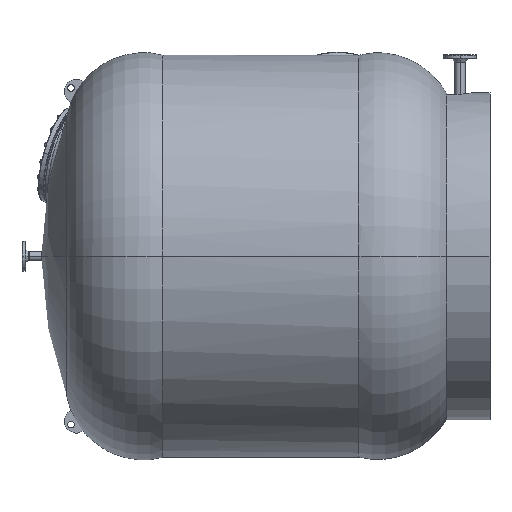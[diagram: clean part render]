
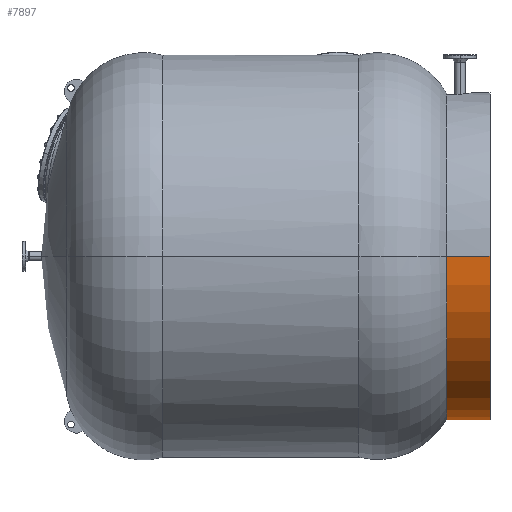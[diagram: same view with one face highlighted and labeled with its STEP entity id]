
A CAD part, left-side view. The second image highlights one B-rep face of the part: STEP entity #7897.
In plain terms, the highlighted cylindrical face has radius 820 mm (diameter 1640 mm), a partial arc.
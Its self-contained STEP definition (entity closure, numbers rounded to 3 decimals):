
#1699 = CARTESIAN_POINT ( 'NONE',  ( 30., 1.8, -850. ) ) ;
#5595 = VECTOR ( 'NONE', #57426, 1000. ) ;
#6236 = EDGE_CURVE ( 'NONE', #69063, #100911, #11837, .T. ) ;
#6331 = EDGE_CURVE ( 'NONE', #40268, #80700, #22327, .T. ) ;
#7897 = ADVANCED_FACE ( 'NONE', ( #108913 ), #73904, .T. ) ;
#8309 = CARTESIAN_POINT ( 'NONE',  ( 850., 0., -850. ) ) ;
#11837 = LINE ( 'NONE', #28206, #80139 ) ;
#15794 = ORIENTED_EDGE ( 'NONE', *, *, #27199, .F. ) ;
#16139 = DIRECTION ( 'NONE',  ( 0., 1., 0. ) ) ;
#17907 = CARTESIAN_POINT ( 'NONE',  ( 850., 1.8, -850. ) ) ;
#21841 = ORIENTED_EDGE ( 'NONE', *, *, #51209, .T. ) ;
#22327 = LINE ( 'NONE', #74876, #5595 ) ;
#26068 = DIRECTION ( 'NONE',  ( 0., 1., 0. ) ) ;
#27199 = EDGE_CURVE ( 'NONE', #100911, #80700, #29736, .T. ) ;
#28206 = CARTESIAN_POINT ( 'NONE',  ( 1670., 1.8, -850. ) ) ;
#29736 = CIRCLE ( 'NONE', #72560, 820. ) ;
#40268 = VERTEX_POINT ( 'NONE', #1699 ) ;
#41698 = DIRECTION ( 'NONE',  ( 0., -1., 0. ) ) ;
#46672 = ORIENTED_EDGE ( 'NONE', *, *, #6331, .T. ) ;
#48210 = AXIS2_PLACEMENT_3D ( 'NONE', #17907, #26068, #69281 ) ;
#51209 = EDGE_CURVE ( 'NONE', #69063, #40268, #68693, .T. ) ;
#51273 = ORIENTED_EDGE ( 'NONE', *, *, #6236, .F. ) ;
#57426 = DIRECTION ( 'NONE',  ( 0., 1., 0. ) ) ;
#65726 = AXIS2_PLACEMENT_3D ( 'NONE', #8309, #41698, #71331 ) ;
#68116 = CARTESIAN_POINT ( 'NONE',  ( 850., 218.05, -850. ) ) ;
#68648 = CARTESIAN_POINT ( 'NONE',  ( 30., 218.05, -850. ) ) ;
#68681 = DIRECTION ( 'NONE',  ( 1., 0., 0. ) ) ;
#68693 = CIRCLE ( 'NONE', #48210, 820. ) ;
#69063 = VERTEX_POINT ( 'NONE', #111811 ) ;
#69281 = DIRECTION ( 'NONE',  ( 1., 0., 0. ) ) ;
#71331 = DIRECTION ( 'NONE',  ( 1., 0., 0. ) ) ;
#72560 = AXIS2_PLACEMENT_3D ( 'NONE', #68116, #16139, #68681 ) ;
#73904 = CYLINDRICAL_SURFACE ( 'NONE', #65726, 820. ) ;
#74876 = CARTESIAN_POINT ( 'NONE',  ( 30., 1.8, -850. ) ) ;
#80139 = VECTOR ( 'NONE', #108181, 1000. ) ;
#80700 = VERTEX_POINT ( 'NONE', #68648 ) ;
#100911 = VERTEX_POINT ( 'NONE', #103259 ) ;
#103259 = CARTESIAN_POINT ( 'NONE',  ( 1670., 218.05, -850. ) ) ;
#106347 = EDGE_LOOP ( 'NONE', ( #21841, #46672, #15794, #51273 ) ) ;
#108181 = DIRECTION ( 'NONE',  ( 0., 1., 0. ) ) ;
#108913 = FACE_OUTER_BOUND ( 'NONE', #106347, .T. ) ;
#111811 = CARTESIAN_POINT ( 'NONE',  ( 1670., 1.8, -850. ) ) ;
